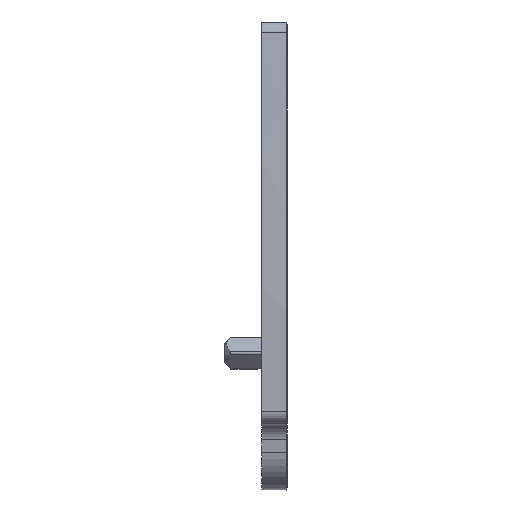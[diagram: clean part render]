
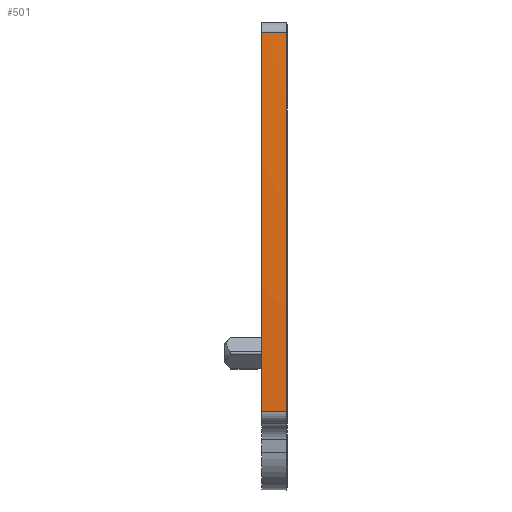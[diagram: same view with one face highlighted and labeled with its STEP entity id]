
A CAD part, front view. The second image highlights one B-rep face of the part: STEP entity #501.
In plain terms, the highlighted cylindrical face has radius 250 mm (diameter 500 mm), a partial arc.
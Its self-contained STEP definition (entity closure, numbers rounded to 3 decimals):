
#68=AXIS2_PLACEMENT_3D('Circle Axis2P3D',#66,#67,$) ;
#449=AXIS2_PLACEMENT_3D('Cylinder Axis2P3D',#446,#447,#448) ;
#453=AXIS2_PLACEMENT_3D('Circle Axis2P3D',#451,#452,$) ;
#467=AXIS2_PLACEMENT_3D('Circle Axis2P3D',#465,#466,$) ;
#481=AXIS2_PLACEMENT_3D('Circle Axis2P3D',#479,#480,$) ;
#63=CARTESIAN_POINT('Vertex',(3.,0.026,6.386)) ;
#66=CARTESIAN_POINT('Axis2P3D Location',(3.,250.,10.)) ;
#70=CARTESIAN_POINT('Vertex',(3.,1.485,37.209)) ;
#426=CARTESIAN_POINT('Line Origine',(4.05,0.026,6.386)) ;
#430=CARTESIAN_POINT('Vertex',(5.05,0.026,6.386)) ;
#446=CARTESIAN_POINT('Axis2P3D Location',(4.05,250.,10.)) ;
#451=CARTESIAN_POINT('Axis2P3D Location',(5.05,250.,10.)) ;
#455=CARTESIAN_POINT('Vertex',(5.05,0.858,30.7)) ;
#458=CARTESIAN_POINT('Line Origine',(4.05,0.858,30.7)) ;
#462=CARTESIAN_POINT('Vertex',(5.,0.858,30.7)) ;
#465=CARTESIAN_POINT('Axis2P3D Location',(5.,250.,10.)) ;
#469=CARTESIAN_POINT('Vertex',(5.,0.917,31.4)) ;
#472=CARTESIAN_POINT('Line Origine',(4.05,0.917,31.4)) ;
#476=CARTESIAN_POINT('Vertex',(5.05,0.917,31.4)) ;
#479=CARTESIAN_POINT('Axis2P3D Location',(5.05,250.,10.)) ;
#483=CARTESIAN_POINT('Vertex',(5.05,1.485,37.209)) ;
#486=CARTESIAN_POINT('Line Origine',(4.05,1.485,37.209)) ;
#67=DIRECTION('Axis2P3D Direction',(1.,0.,-0.)) ;
#427=DIRECTION('Vector Direction',(1.,0.,0.)) ;
#447=DIRECTION('Axis2P3D Direction',(1.,0.,0.)) ;
#448=DIRECTION('Axis2P3D XDirection',(0.,-0.994,0.109)) ;
#452=DIRECTION('Axis2P3D Direction',(1.,0.,0.)) ;
#459=DIRECTION('Vector Direction',(1.,0.,0.)) ;
#466=DIRECTION('Axis2P3D Direction',(1.,0.,0.)) ;
#473=DIRECTION('Vector Direction',(1.,0.,0.)) ;
#480=DIRECTION('Axis2P3D Direction',(1.,0.,0.)) ;
#487=DIRECTION('Vector Direction',(1.,0.,0.)) ;
#428=VECTOR('Line Direction',#427,1.) ;
#460=VECTOR('Line Direction',#459,1.) ;
#474=VECTOR('Line Direction',#473,1.) ;
#488=VECTOR('Line Direction',#487,1.) ;
#492=ORIENTED_EDGE('',*,*,#457,.F.) ;
#493=ORIENTED_EDGE('',*,*,#464,.T.) ;
#494=ORIENTED_EDGE('',*,*,#471,.F.) ;
#495=ORIENTED_EDGE('',*,*,#478,.F.) ;
#496=ORIENTED_EDGE('',*,*,#485,.F.) ;
#497=ORIENTED_EDGE('',*,*,#490,.F.) ;
#498=ORIENTED_EDGE('',*,*,#72,.T.) ;
#499=ORIENTED_EDGE('',*,*,#432,.T.) ;
#501=ADVANCED_FACE('SEP_3C_6',(#500),#450,.T.) ;
#69=CIRCLE('generated circle',#68,250.) ;
#454=CIRCLE('generated circle',#453,250.) ;
#468=CIRCLE('generated circle',#467,250.) ;
#482=CIRCLE('generated circle',#481,250.) ;
#450=CYLINDRICAL_SURFACE('generated cylinder',#449,250.) ;
#72=EDGE_CURVE('',#71,#64,#69,.T.) ;
#432=EDGE_CURVE('',#64,#431,#429,.T.) ;
#457=EDGE_CURVE('',#456,#431,#454,.T.) ;
#464=EDGE_CURVE('',#456,#463,#461,.F.) ;
#471=EDGE_CURVE('',#470,#463,#468,.T.) ;
#478=EDGE_CURVE('',#477,#470,#475,.F.) ;
#485=EDGE_CURVE('',#484,#477,#482,.T.) ;
#490=EDGE_CURVE('',#71,#484,#489,.T.) ;
#491=EDGE_LOOP('',(#492,#493,#494,#495,#496,#497,#498,#499)) ;
#500=FACE_OUTER_BOUND('',#491,.T.) ;
#429=LINE('Line',#426,#428) ;
#461=LINE('Line',#458,#460) ;
#475=LINE('Line',#472,#474) ;
#489=LINE('Line',#486,#488) ;
#64=VERTEX_POINT('',#63) ;
#71=VERTEX_POINT('',#70) ;
#431=VERTEX_POINT('',#430) ;
#456=VERTEX_POINT('',#455) ;
#463=VERTEX_POINT('',#462) ;
#470=VERTEX_POINT('',#469) ;
#477=VERTEX_POINT('',#476) ;
#484=VERTEX_POINT('',#483) ;
